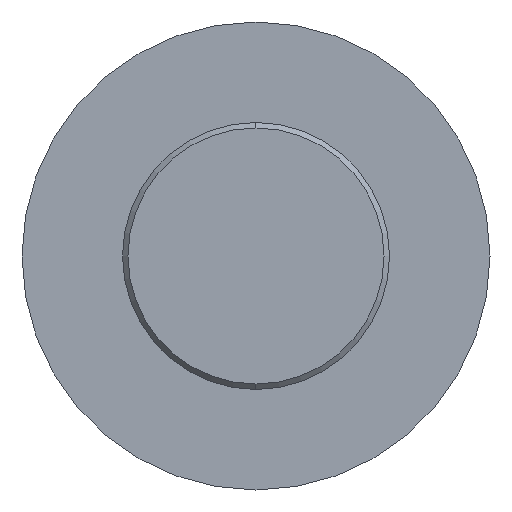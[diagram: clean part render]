
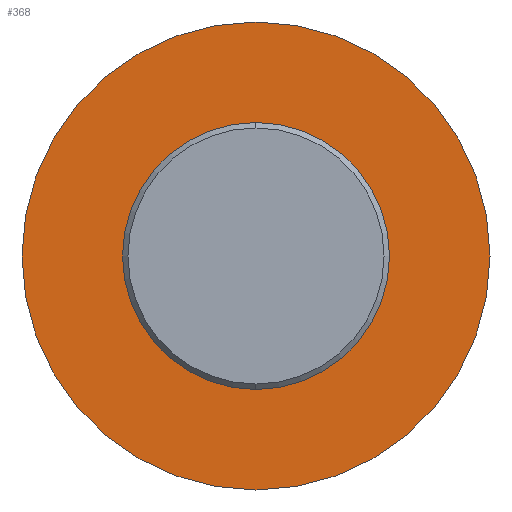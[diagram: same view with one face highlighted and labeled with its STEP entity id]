
A CAD part, left-side view. The second image highlights one B-rep face of the part: STEP entity #368.
In plain terms, the highlighted planar face has unit normal (-1, 0, 0).
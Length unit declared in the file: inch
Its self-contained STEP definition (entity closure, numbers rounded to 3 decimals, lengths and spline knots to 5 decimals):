
#51 = AXIS2_PLACEMENT_3D ( 'NONE', #75, #258, #210 ) ;
#54 = EDGE_LOOP ( 'NONE', ( #339, #582 ) ) ;
#65 = FACE_OUTER_BOUND ( 'NONE', #322, .T. ) ;
#75 = CARTESIAN_POINT ( 'NONE',  ( 0.42, 0., 0. ) ) ;
#81 = CIRCLE ( 'NONE', #532, 0.1235 ) ;
#90 = CARTESIAN_POINT ( 'NONE',  ( 0.42, 0., 0. ) ) ;
#100 = CARTESIAN_POINT ( 'NONE',  ( 0.42, 0., 0.21654 ) ) ;
#107 = ORIENTED_EDGE ( 'NONE', *, *, #553, .T. ) ;
#120 = CIRCLE ( 'NONE', #186, 0.1235 ) ;
#165 = CIRCLE ( 'NONE', #512, 0.21654 ) ;
#186 = AXIS2_PLACEMENT_3D ( 'NONE', #521, #473, #423 ) ;
#198 = EDGE_CURVE ( 'NONE', #338, #375, #120, .T. ) ;
#210 = DIRECTION ( 'NONE',  ( 0., 0., 1. ) ) ;
#224 = EDGE_CURVE ( 'NONE', #375, #338, #81, .T. ) ;
#233 = CARTESIAN_POINT ( 'NONE',  ( 0.42, 0., 0. ) ) ;
#242 = CIRCLE ( 'NONE', #51, 0.21654 ) ;
#258 = DIRECTION ( 'NONE',  ( -1., 0., 0. ) ) ;
#279 = DIRECTION ( 'NONE',  ( 1., 0., 0. ) ) ;
#284 = DIRECTION ( 'NONE',  ( -1., 0., 0. ) ) ;
#286 = AXIS2_PLACEMENT_3D ( 'NONE', #316, #279, #597 ) ;
#297 = ORIENTED_EDGE ( 'NONE', *, *, #614, .T. ) ;
#316 = CARTESIAN_POINT ( 'NONE',  ( 0.42, 0.1235, 0. ) ) ;
#322 = EDGE_LOOP ( 'NONE', ( #297, #107 ) ) ;
#334 = VERTEX_POINT ( 'NONE', #100 ) ;
#338 = VERTEX_POINT ( 'NONE', #392 ) ;
#339 = ORIENTED_EDGE ( 'NONE', *, *, #198, .F. ) ;
#368 = ADVANCED_FACE ( 'NONE', ( #416, #65 ), #617, .F. ) ;
#375 = VERTEX_POINT ( 'NONE', #466 ) ;
#392 = CARTESIAN_POINT ( 'NONE',  ( 0.42, 0., 0.1235 ) ) ;
#416 = FACE_BOUND ( 'NONE', #54, .T. ) ;
#422 = DIRECTION ( 'NONE',  ( -1., 0., 0. ) ) ;
#423 = DIRECTION ( 'NONE',  ( 0., 0., 1. ) ) ;
#450 = DIRECTION ( 'NONE',  ( 0., 0., 1. ) ) ;
#466 = CARTESIAN_POINT ( 'NONE',  ( 0.42, 0., -0.1235 ) ) ;
#470 = DIRECTION ( 'NONE',  ( 0., 0., 1. ) ) ;
#473 = DIRECTION ( 'NONE',  ( -1., 0., 0. ) ) ;
#487 = VERTEX_POINT ( 'NONE', #548 ) ;
#512 = AXIS2_PLACEMENT_3D ( 'NONE', #233, #422, #450 ) ;
#521 = CARTESIAN_POINT ( 'NONE',  ( 0.42, 0., 0. ) ) ;
#532 = AXIS2_PLACEMENT_3D ( 'NONE', #90, #284, #470 ) ;
#548 = CARTESIAN_POINT ( 'NONE',  ( 0.42, 0., -0.21654 ) ) ;
#553 = EDGE_CURVE ( 'NONE', #487, #334, #165, .T. ) ;
#582 = ORIENTED_EDGE ( 'NONE', *, *, #224, .F. ) ;
#597 = DIRECTION ( 'NONE',  ( 0., 0., -1. ) ) ;
#614 = EDGE_CURVE ( 'NONE', #334, #487, #242, .T. ) ;
#617 = PLANE ( 'NONE',  #286 ) ;
